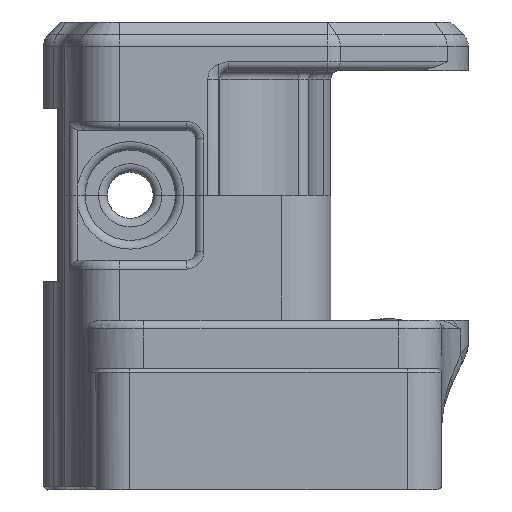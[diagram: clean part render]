
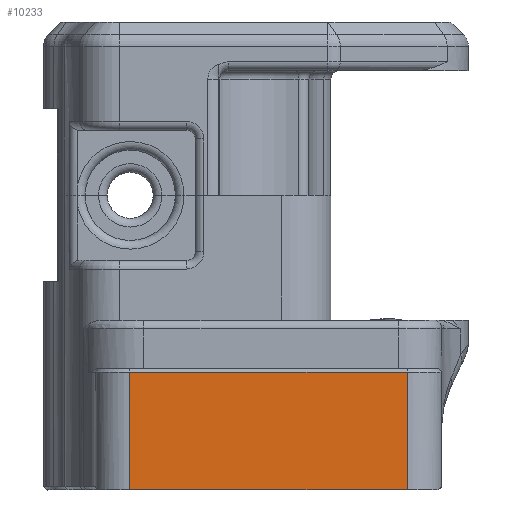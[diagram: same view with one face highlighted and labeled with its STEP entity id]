
A CAD part, left-side view. The second image highlights one B-rep face of the part: STEP entity #10233.
In plain terms, the highlighted planar face has unit normal (-1, 0, 0).
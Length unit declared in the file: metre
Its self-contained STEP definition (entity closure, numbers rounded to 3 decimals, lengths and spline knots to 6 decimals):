
#3447=ORIENTED_EDGE('',*,*,#5291,.T.);
#3448=ORIENTED_EDGE('',*,*,#5279,.T.);
#3449=ORIENTED_EDGE('',*,*,#5139,.T.);
#3450=ORIENTED_EDGE('',*,*,#5292,.T.);
#5139=EDGE_CURVE('',#6228,#6229,#7033,.T.);
#5279=EDGE_CURVE('',#6338,#6228,#7090,.T.);
#5291=EDGE_CURVE('',#6344,#6338,#7100,.T.);
#5292=EDGE_CURVE('',#6229,#6344,#7101,.T.);
#6228=VERTEX_POINT('',#17826);
#6229=VERTEX_POINT('',#17827);
#6338=VERTEX_POINT('',#18441);
#6344=VERTEX_POINT('',#18465);
#7033=LINE('',#17825,#7793);
#7090=LINE('',#18440,#7850);
#7100=LINE('',#18464,#7860);
#7101=LINE('',#18466,#7861);
#7793=VECTOR('',#13897,1.);
#7850=VECTOR('',#14154,1.);
#7860=VECTOR('',#14180,1.);
#7861=VECTOR('',#14181,1.);
#8586=EDGE_LOOP('',(#3447,#3448,#3449,#3450));
#9333=FACE_BOUND('',#8586,.T.);
#9678=PLANE('',#11380);
#10233=ADVANCED_FACE('',(#9333),#9678,.F.);
#11380=AXIS2_PLACEMENT_3D('',#18463,#14178,#14179);
#13897=DIRECTION('',(0.,1.,0.));
#14154=DIRECTION('',(0.,0.,1.));
#14178=DIRECTION('',(1.,0.,0.));
#14179=DIRECTION('',(0.,1.,0.));
#14180=DIRECTION('',(0.,-1.,0.));
#14181=DIRECTION('',(0.,0.,-1.));
#17825=CARTESIAN_POINT('',(-0.076819,0.173737,0.091281));
#17826=CARTESIAN_POINT('',(-0.076819,0.150993,0.091281));
#17827=CARTESIAN_POINT('',(-0.076819,0.182993,0.091281));
#18440=CARTESIAN_POINT('',(-0.076819,0.150993,0.077681));
#18441=CARTESIAN_POINT('',(-0.076819,0.150993,0.077681));
#18463=CARTESIAN_POINT('',(-0.076819,0.178193,0.077681));
#18464=CARTESIAN_POINT('',(-0.076819,0.173687,0.077681));
#18465=CARTESIAN_POINT('',(-0.076819,0.182993,0.077681));
#18466=CARTESIAN_POINT('',(-0.076819,0.182993,0.077681));
